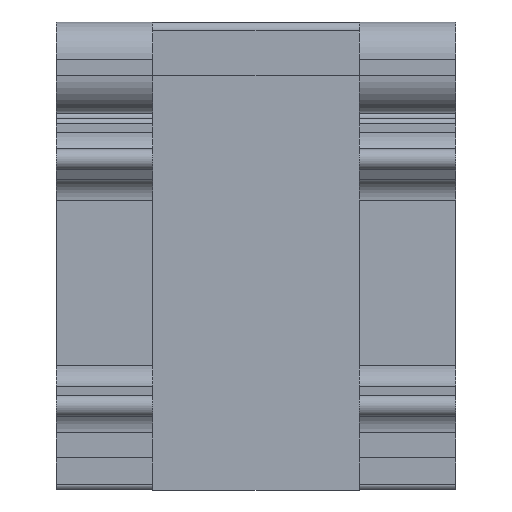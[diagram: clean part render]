
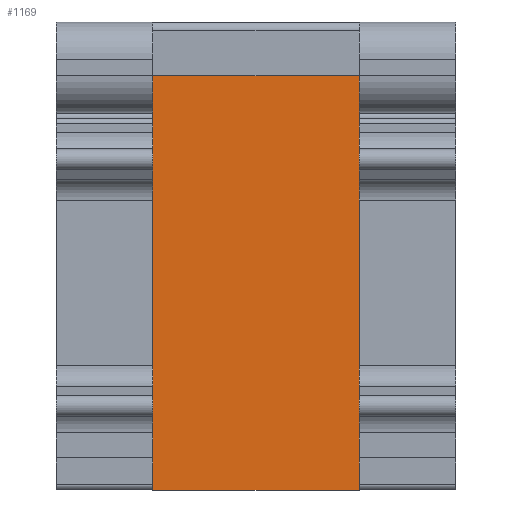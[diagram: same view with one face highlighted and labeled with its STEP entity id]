
A CAD part, front view. The second image highlights one B-rep face of the part: STEP entity #1169.
In plain terms, the highlighted planar face has unit normal (0, -1, 0).
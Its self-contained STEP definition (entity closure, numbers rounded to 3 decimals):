
#1133=AXIS2_PLACEMENT_3D('Plane Axis2P3D',#1130,#1131,#1132) ;
#243=CARTESIAN_POINT('Vertex',(28.3,15.,35.7)) ;
#246=CARTESIAN_POINT('Line Origine',(28.3,15.,17.85)) ;
#250=CARTESIAN_POINT('Vertex',(28.3,15.,0.)) ;
#1082=CARTESIAN_POINT('Line Origine',(18.65,15.,0.)) ;
#1086=CARTESIAN_POINT('Vertex',(9.,15.,0.)) ;
#1130=CARTESIAN_POINT('Axis2P3D Location',(9.,15.,0.)) ;
#1135=CARTESIAN_POINT('Line Origine',(9.,15.,17.85)) ;
#1139=CARTESIAN_POINT('Vertex',(9.,15.,35.7)) ;
#1142=CARTESIAN_POINT('Line Origine',(28.3,15.,37.2)) ;
#1146=CARTESIAN_POINT('Vertex',(28.3,15.,38.7)) ;
#1149=CARTESIAN_POINT('Line Origine',(18.65,15.,38.7)) ;
#1153=CARTESIAN_POINT('Vertex',(9.,15.,38.7)) ;
#1156=CARTESIAN_POINT('Line Origine',(9.,15.,37.2)) ;
#247=DIRECTION('Vector Direction',(0.,0.,1.)) ;
#1083=DIRECTION('Vector Direction',(1.,0.,0.)) ;
#1131=DIRECTION('Axis2P3D Direction',(0.,-1.,0.)) ;
#1132=DIRECTION('Axis2P3D XDirection',(1.,0.,0.)) ;
#1136=DIRECTION('Vector Direction',(0.,0.,1.)) ;
#1143=DIRECTION('Vector Direction',(0.,0.,1.)) ;
#1150=DIRECTION('Vector Direction',(-1.,0.,0.)) ;
#1157=DIRECTION('Vector Direction',(0.,0.,1.)) ;
#248=VECTOR('Line Direction',#247,1.) ;
#1084=VECTOR('Line Direction',#1083,1.) ;
#1137=VECTOR('Line Direction',#1136,1.) ;
#1144=VECTOR('Line Direction',#1143,1.) ;
#1151=VECTOR('Line Direction',#1150,1.) ;
#1158=VECTOR('Line Direction',#1157,1.) ;
#1162=ORIENTED_EDGE('',*,*,#1141,.F.) ;
#1163=ORIENTED_EDGE('',*,*,#1088,.T.) ;
#1164=ORIENTED_EDGE('',*,*,#252,.T.) ;
#1165=ORIENTED_EDGE('',*,*,#1148,.T.) ;
#1166=ORIENTED_EDGE('',*,*,#1155,.T.) ;
#1167=ORIENTED_EDGE('',*,*,#1160,.F.) ;
#1169=ADVANCED_FACE('Hauptkoerper',(#1168),#1134,.T.) ;
#252=EDGE_CURVE('',#251,#244,#249,.T.) ;
#1088=EDGE_CURVE('',#1087,#251,#1085,.T.) ;
#1141=EDGE_CURVE('',#1087,#1140,#1138,.T.) ;
#1148=EDGE_CURVE('',#244,#1147,#1145,.T.) ;
#1155=EDGE_CURVE('',#1147,#1154,#1152,.T.) ;
#1160=EDGE_CURVE('',#1140,#1154,#1159,.T.) ;
#1161=EDGE_LOOP('',(#1162,#1163,#1164,#1165,#1166,#1167)) ;
#1168=FACE_OUTER_BOUND('',#1161,.T.) ;
#249=LINE('Line',#246,#248) ;
#1085=LINE('Line',#1082,#1084) ;
#1138=LINE('Line',#1135,#1137) ;
#1145=LINE('Line',#1142,#1144) ;
#1152=LINE('Line',#1149,#1151) ;
#1159=LINE('Line',#1156,#1158) ;
#1134=PLANE('',#1133) ;
#244=VERTEX_POINT('',#243) ;
#251=VERTEX_POINT('',#250) ;
#1087=VERTEX_POINT('',#1086) ;
#1140=VERTEX_POINT('',#1139) ;
#1147=VERTEX_POINT('',#1146) ;
#1154=VERTEX_POINT('',#1153) ;
